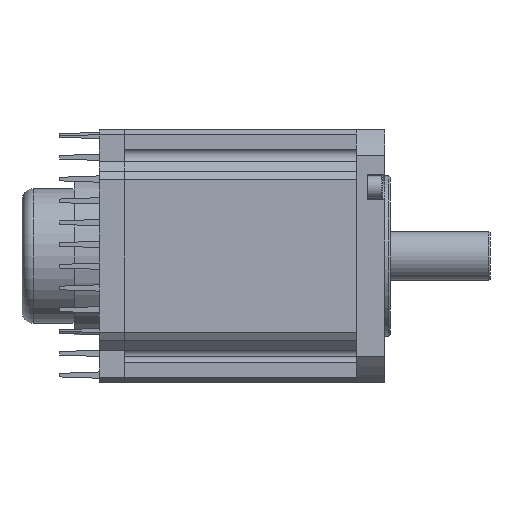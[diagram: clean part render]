
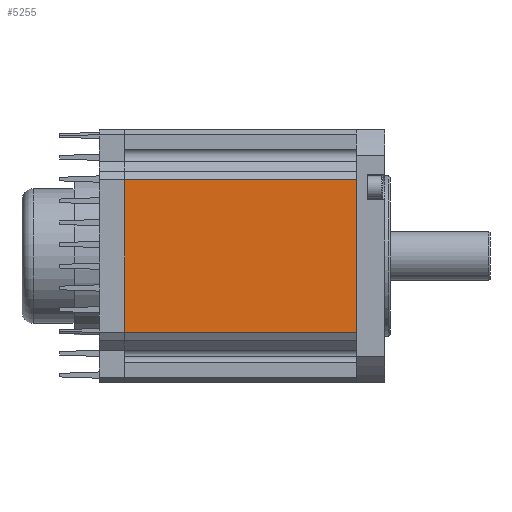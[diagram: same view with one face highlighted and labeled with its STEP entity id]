
A CAD part, front view. The second image highlights one B-rep face of the part: STEP entity #5255.
In plain terms, the highlighted planar face has unit normal (0, -1, 0).
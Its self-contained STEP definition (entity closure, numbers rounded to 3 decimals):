
#402 = VECTOR ( 'NONE', #12017, 1000. ) ;
#475 = EDGE_LOOP ( 'NONE', ( #3816, #11747, #1160, #13671 ) ) ;
#677 = CARTESIAN_POINT ( 'NONE',  ( 102.5, -90., 54.2 ) ) ;
#1160 = ORIENTED_EDGE ( 'NONE', *, *, #12591, .F. ) ;
#2202 = LINE ( 'NONE', #10842, #13975 ) ;
#2783 = LINE ( 'NONE', #4033, #402 ) ;
#3031 = LINE ( 'NONE', #4796, #11769 ) ;
#3698 = DIRECTION ( 'NONE',  ( 0., 0., 1. ) ) ;
#3816 = ORIENTED_EDGE ( 'NONE', *, *, #10173, .T. ) ;
#4033 = CARTESIAN_POINT ( 'NONE',  ( 82.5, -90., -90. ) ) ;
#4485 = VERTEX_POINT ( 'NONE', #12095 ) ;
#4744 = EDGE_CURVE ( 'NONE', #4853, #5011, #3031, .T. ) ;
#4796 = CARTESIAN_POINT ( 'NONE',  ( 102.5, -90., -54.2 ) ) ;
#4853 = VERTEX_POINT ( 'NONE', #8398 ) ;
#5011 = VERTEX_POINT ( 'NONE', #5398 ) ;
#5255 = ADVANCED_FACE ( 'NONE', ( #7799 ), #8193, .F. ) ;
#5398 = CARTESIAN_POINT ( 'NONE',  ( -82.5, -90., -54.2 ) ) ;
#5563 = VERTEX_POINT ( 'NONE', #8260 ) ;
#7166 = EDGE_CURVE ( 'NONE', #5563, #4485, #13965, .T. ) ;
#7537 = DIRECTION ( 'NONE',  ( -1., 0., 0. ) ) ;
#7799 = FACE_OUTER_BOUND ( 'NONE', #475, .T. ) ;
#7905 = VECTOR ( 'NONE', #7537, 1000. ) ;
#8193 = PLANE ( 'NONE',  #11492 ) ;
#8260 = CARTESIAN_POINT ( 'NONE',  ( 82.5, -90., 54.2 ) ) ;
#8398 = CARTESIAN_POINT ( 'NONE',  ( 82.5, -90., -54.2 ) ) ;
#9384 = CARTESIAN_POINT ( 'NONE',  ( 82.5, -90., -90. ) ) ;
#9763 = DIRECTION ( 'NONE',  ( 0., 0., -1. ) ) ;
#10173 = EDGE_CURVE ( 'NONE', #4485, #5011, #2202, .T. ) ;
#10501 = DIRECTION ( 'NONE',  ( 0., 1., 0. ) ) ;
#10518 = DIRECTION ( 'NONE',  ( -1., 0., 0. ) ) ;
#10842 = CARTESIAN_POINT ( 'NONE',  ( -82.5, -90., -90. ) ) ;
#11492 = AXIS2_PLACEMENT_3D ( 'NONE', #9384, #10501, #3698 ) ;
#11747 = ORIENTED_EDGE ( 'NONE', *, *, #4744, .F. ) ;
#11769 = VECTOR ( 'NONE', #10518, 1000. ) ;
#12017 = DIRECTION ( 'NONE',  ( 0., 0., -1. ) ) ;
#12095 = CARTESIAN_POINT ( 'NONE',  ( -82.5, -90., 54.2 ) ) ;
#12591 = EDGE_CURVE ( 'NONE', #5563, #4853, #2783, .T. ) ;
#13671 = ORIENTED_EDGE ( 'NONE', *, *, #7166, .T. ) ;
#13965 = LINE ( 'NONE', #677, #7905 ) ;
#13975 = VECTOR ( 'NONE', #9763, 1000. ) ;
